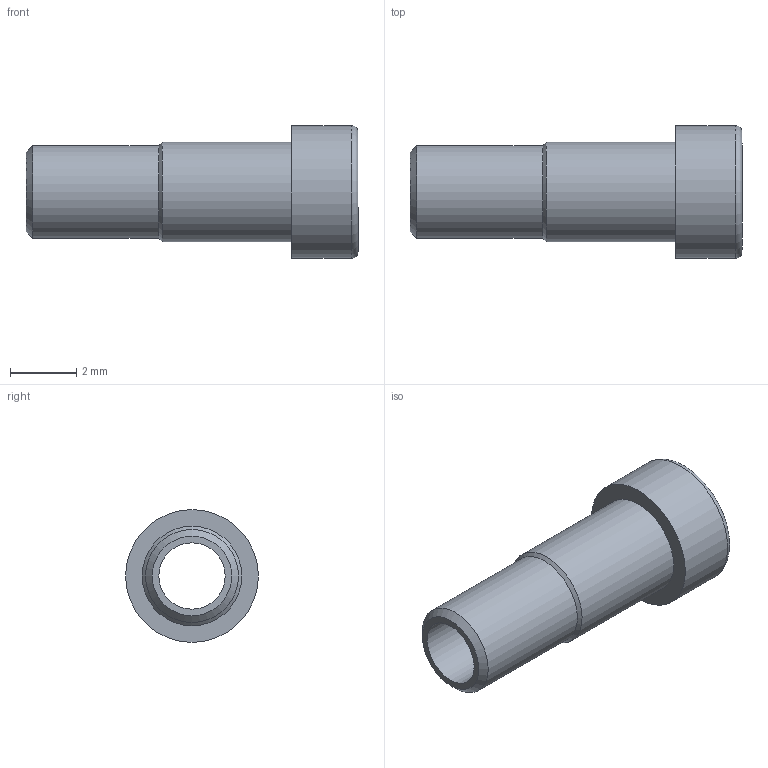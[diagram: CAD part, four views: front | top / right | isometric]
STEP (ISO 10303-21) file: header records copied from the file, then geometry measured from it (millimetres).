
FILE_DESCRIPTION(('FreeCAD Model'),'2;1');
FILE_NAME('Open CASCADE Shape Model','2021-10-28T08:55:39',('Author'),( ''),'Open CASCADE STEP processor 7.5','FreeCAD','Unknown');
FILE_SCHEMA(('AUTOMOTIVE_DESIGN { 1 0 10303 214 1 1 1 1 }'));
Length unit declared in the file: millimetre
Products named in the file (4): Kontakth__lse2mm; TopPart; MiddlePart; LowerPart
Assembly tree (3 placements, depth 2):
  Kontakth__lse2mm
    TopPart
    MiddlePart
    LowerPart
Bounding box: 10 x 4 x 4 mm (x, y, z)
Volume: 57.1 mm3; surface area: 251.5 mm2
Topology: 3 solids, 3 shells, 16 faces, 26 edges, 16 vertices
Faces by surface type: plane 6, cylinder 6, torus 2, cone 2
Full cylindrical faces by diameter (mm): 2 x2, 2.1 x1, 2.8 x1, 3 x1, 4 x1
Entity records: 827 total; most frequent: DIRECTION 133, CARTESIAN_POINT 132, ORIENTED_EDGE 52, PCURVE 52, DEFINITIONAL_REPRESENTATION 52, LINE 48, VECTOR 48, AXIS2_PLACEMENT_3D 38
